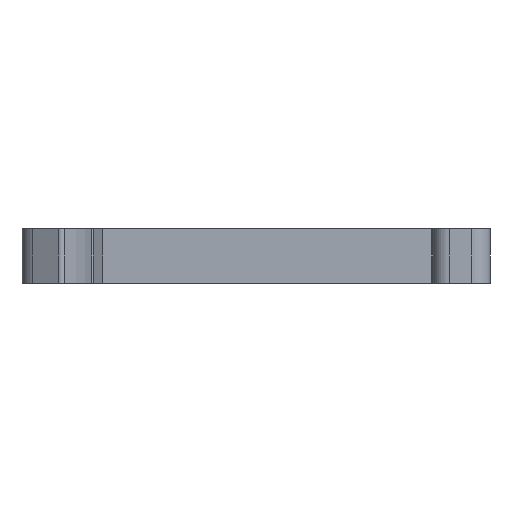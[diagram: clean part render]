
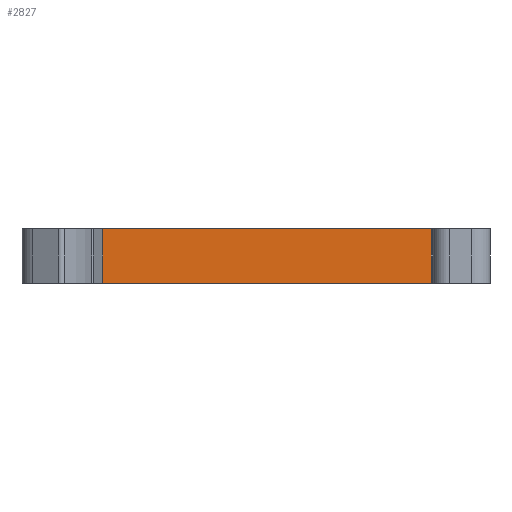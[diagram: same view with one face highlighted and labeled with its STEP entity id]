
A CAD part, front view. The second image highlights one B-rep face of the part: STEP entity #2827.
In plain terms, the highlighted planar face has unit normal (0, -1, 0).
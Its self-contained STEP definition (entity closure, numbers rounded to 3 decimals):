
#475=DIRECTION('',(0.,0.,-1.));
#476=VECTOR('',#475,5.1);
#477=CARTESIAN_POINT('',(-15.,0.,0.));
#478=LINE('',#477,#476);
#479=DIRECTION('',(1.,0.,0.));
#480=VECTOR('',#479,30.551);
#481=CARTESIAN_POINT('',(-15.,0.,0.));
#482=LINE('',#481,#480);
#491=DIRECTION('',(1.,0.,0.));
#492=VECTOR('',#491,30.551);
#493=CARTESIAN_POINT('',(-15.,0.,-5.1));
#494=LINE('',#493,#492);
#1948=DIRECTION('',(0.,0.,1.));
#1949=VECTOR('',#1948,5.1);
#1950=CARTESIAN_POINT('',(15.551,0.,-5.1));
#1951=LINE('',#1950,#1949);
#2508=CARTESIAN_POINT('',(-15.,0.,0.));
#2509=CARTESIAN_POINT('',(-15.,0.,-5.1));
#2510=VERTEX_POINT('',#2508);
#2511=VERTEX_POINT('',#2509);
#2520=CARTESIAN_POINT('',(15.551,0.,-5.1));
#2521=CARTESIAN_POINT('',(15.551,0.,0.));
#2522=VERTEX_POINT('',#2520);
#2523=VERTEX_POINT('',#2521);
#2813=CARTESIAN_POINT('',(-22.5,0.,0.));
#2814=DIRECTION('',(0.,-1.,0.));
#2815=DIRECTION('',(1.,0.,0.));
#2816=AXIS2_PLACEMENT_3D('',#2813,#2814,#2815);
#2817=PLANE('',#2816);
#2819=ORIENTED_EDGE('',*,*,#2818,.F.);
#2821=ORIENTED_EDGE('',*,*,#2820,.F.);
#2822=ORIENTED_EDGE('',*,*,#2561,.T.);
#2824=ORIENTED_EDGE('',*,*,#2823,.F.);
#2825=EDGE_LOOP('',(#2819,#2821,#2822,#2824));
#2826=FACE_OUTER_BOUND('',#2825,.F.);
#2827=ADVANCED_FACE('',(#2826),#2817,.T.);
#2561=EDGE_CURVE('',#2510,#2523,#482,.T.);
#2818=EDGE_CURVE('',#2511,#2522,#494,.T.);
#2820=EDGE_CURVE('',#2510,#2511,#478,.T.);
#2823=EDGE_CURVE('',#2522,#2523,#1951,.T.);
